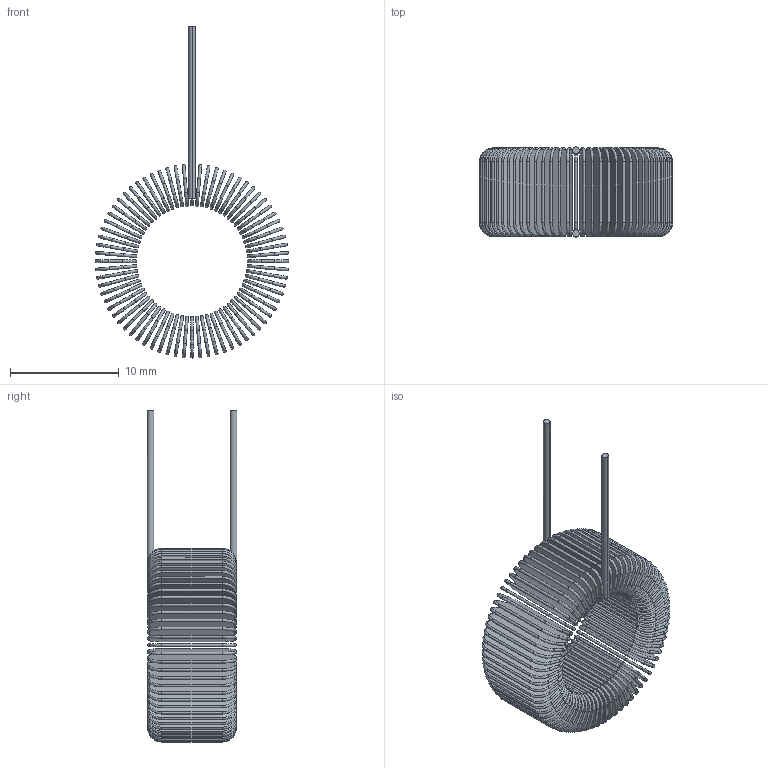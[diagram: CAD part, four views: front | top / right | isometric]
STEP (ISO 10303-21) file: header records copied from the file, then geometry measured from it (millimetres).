
FILE_DESCRIPTION((''),'2;1');
FILE_NAME('5706-RC','2012-08-14T',('ryans'),('Bourns, Inc.'),'PRO/ENGINEER BY PARAMETRIC TECHNOLOGY CORPORATION, 2010100','PRO/ENGINEER BY PARAMETRIC TECHNOLOGY CORPORATION, 2010100','');
FILE_SCHEMA(('CONFIG_CONTROL_DESIGN'));
Length unit declared in the file: inch
Products named in the file (1): 5706-RC
Bounding box: 17.78 x 8.26 x 30.48 mm (x, y, z)
Volume: 539.7 mm3; surface area: 4541.8 mm2
Topology: 72 solids, 72 shells, 726 faces, 1746 edges, 1164 vertices
Faces by surface type: cylinder 290, torus 288, plane 148
Entity records: 21766 total; most frequent: DIRECTION 4348, CARTESIAN_POINT 3710, ORIENTED_EDGE 3492, AXIS2_PLACEMENT_3D 1882, EDGE_CURVE 1746, VERTEX_POINT 1164, CIRCLE 1156, EDGE_LOOP 726
